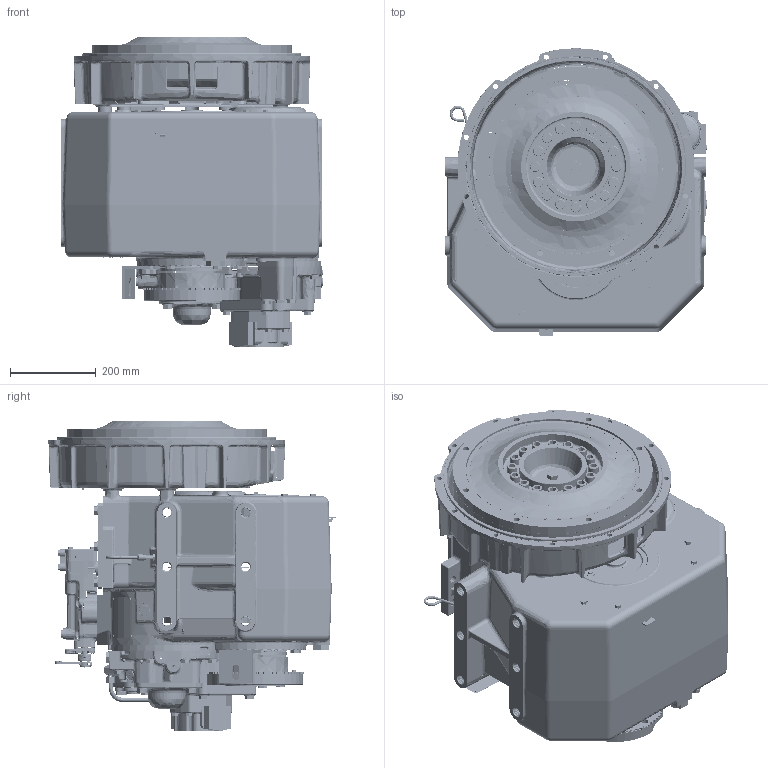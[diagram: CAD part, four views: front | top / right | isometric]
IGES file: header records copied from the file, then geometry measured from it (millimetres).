
Start section: SolidWorks IGES file using analytic representation for surfaces
Global section: file name: 1027905.IGS; native system: SolidWorks 2010; preprocessor: SolidWorks 2010; author: Josephf; date: 140919.080434; units: millimetre
Bounding box: 610.71 x 670.74 x 722.31 mm (x, y, z)
Surface area: 4277386.5 mm2 (no closed solid volume)
Topology: 0 solids, 0 shells, 9841 faces, 131900 edges, 131653 vertices
Faces by surface type: bspline 7242, revolution 2599
